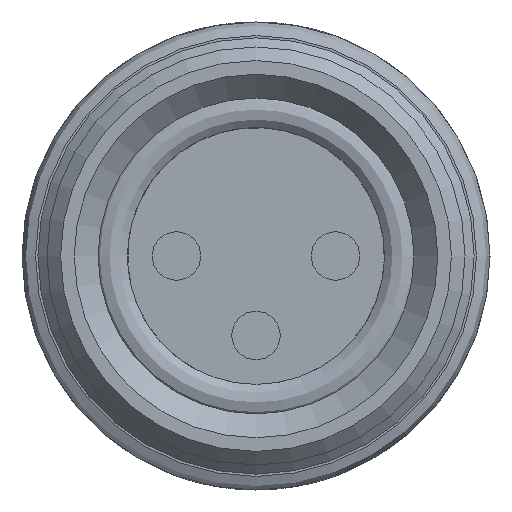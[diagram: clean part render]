
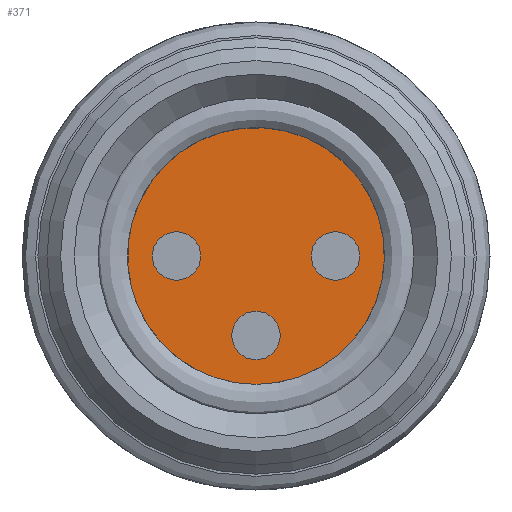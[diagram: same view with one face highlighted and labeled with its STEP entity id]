
A CAD part, left-side view. The second image highlights one B-rep face of the part: STEP entity #371.
In plain terms, the highlighted planar face has unit normal (-1, 0, 0).
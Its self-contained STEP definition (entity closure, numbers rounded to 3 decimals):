
#235=FACE_BOUND('',#649,.T.);
#236=FACE_BOUND('',#650,.T.);
#237=FACE_BOUND('',#651,.T.);
#238=FACE_BOUND('',#652,.T.);
#371=ADVANCED_FACE('',(#235,#236,#237,#238),#520,.F.);
#520=PLANE('',#2201);
#649=EDGE_LOOP('',(#875));
#650=EDGE_LOOP('',(#876));
#651=EDGE_LOOP('',(#877));
#652=EDGE_LOOP('',(#878));
#875=ORIENTED_EDGE('',*,*,#1536,.F.);
#876=ORIENTED_EDGE('',*,*,#1537,.T.);
#877=ORIENTED_EDGE('',*,*,#1535,.F.);
#878=ORIENTED_EDGE('',*,*,#1534,.F.);
#1363=VERTEX_POINT('',#3059);
#1364=VERTEX_POINT('',#3062);
#1365=VERTEX_POINT('',#3065);
#1366=VERTEX_POINT('',#3068);
#1534=EDGE_CURVE('',#1363,#1363,#1788,.T.);
#1535=EDGE_CURVE('',#1364,#1364,#1789,.T.);
#1536=EDGE_CURVE('',#1365,#1365,#1790,.T.);
#1537=EDGE_CURVE('',#1366,#1366,#1791,.T.);
#1788=CIRCLE('',#2194,0.537);
#1789=CIRCLE('',#2196,0.537);
#1790=CIRCLE('',#2198,0.537);
#1791=CIRCLE('',#2200,2.825);
#2194=AXIS2_PLACEMENT_3D('',#3058,#2490,#2491);
#2196=AXIS2_PLACEMENT_3D('',#3061,#2494,#2495);
#2198=AXIS2_PLACEMENT_3D('',#3064,#2498,#2499);
#2200=AXIS2_PLACEMENT_3D('',#3067,#2502,#2503);
#2201=AXIS2_PLACEMENT_3D('',#3069,#2504,#2505);
#2490=DIRECTION('',(-1.,0.,0.));
#2491=DIRECTION('',(0.,0.,1.));
#2494=DIRECTION('',(-1.,0.,0.));
#2495=DIRECTION('',(0.,0.,-1.));
#2498=DIRECTION('',(-1.,0.,0.));
#2499=DIRECTION('',(0.,-1.,0.));
#2502=DIRECTION('',(-1.,0.,0.));
#2503=DIRECTION('',(0.,0.966,0.259));
#2504=DIRECTION('',(1.,0.,0.));
#2505=DIRECTION('',(0.,0.966,0.259));
#3058=CARTESIAN_POINT('',(43.25,48.25,0.));
#3059=CARTESIAN_POINT('',(43.25,48.25,0.537));
#3061=CARTESIAN_POINT('',(43.25,51.75,0.));
#3062=CARTESIAN_POINT('',(43.25,51.75,-0.538));
#3064=CARTESIAN_POINT('',(43.25,50.,-1.75));
#3065=CARTESIAN_POINT('',(43.25,49.463,-1.75));
#3067=CARTESIAN_POINT('',(43.25,50.,0.));
#3068=CARTESIAN_POINT('',(43.25,52.729,0.731));
#3069=CARTESIAN_POINT('',(43.25,50.731,-2.729));
